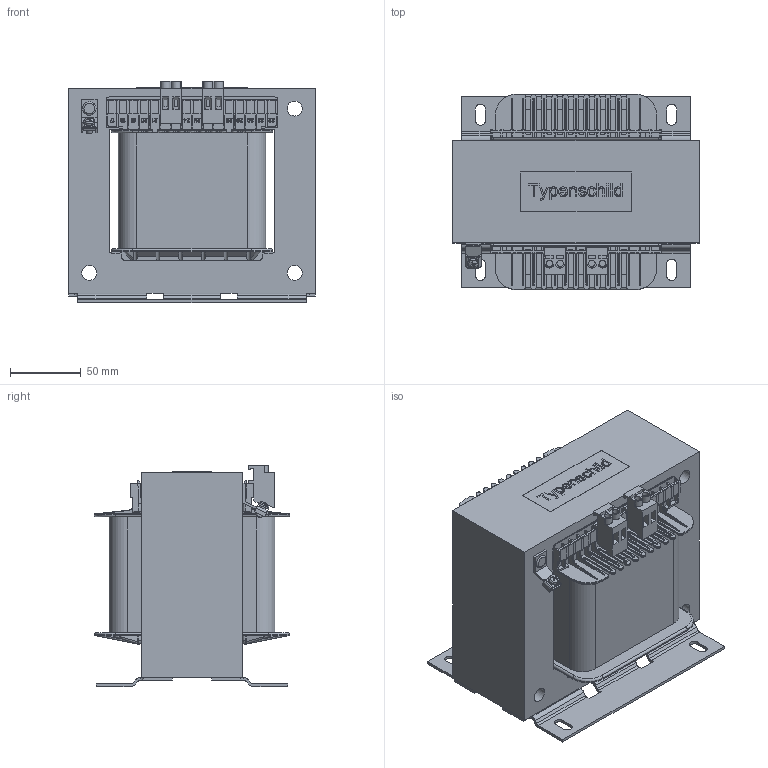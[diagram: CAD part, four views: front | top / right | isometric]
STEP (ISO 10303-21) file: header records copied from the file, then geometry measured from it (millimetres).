
FILE_DESCRIPTION(/* description */ (''),/* implementation_level */ '2;1');
FILE_NAME(/* name */ 'STENE1.3.stp',/* time_stamp */ '2020-05-07T14:32:34+02:00',/* author */ ('TrapT'),/* organization */ (''),/* preprocessor_version */ 'ST-DEVELOPER v17.2',/* originating_system */ 'Autodesk Inventor 2019',/* authorisation */ '');
FILE_SCHEMA (('AUTOMOTIVE_DESIGN { 1 0 10303 214 3 1 1 }'));
Products named in the file (1): Bauteil2
Bounding box: 174.3 x 138 x 156.2 mm (x, y, z)
Volume: 2181464.5 mm3; surface area: 253909.5 mm2
Topology: 1 solids, 5 shells, 3958 faces, 11439 edges, 7512 vertices
Faces by surface type: plane 3257, cylinder 472, torus 114, bspline 103, cone 11, sphere 1
Full cylindrical faces by diameter (mm): 4 x1, 4.5 x4, 4.8 x1, 5 x1, 9.5 x1, 10.5 x4
Entity records: 133683 total; most frequent: CARTESIAN_POINT 25069, ORIENTED_EDGE 22876, DIRECTION 20104, EDGE_CURVE 11438, LINE 10100, VECTOR 10100, VERTEX_POINT 7512, AXIS2_PLACEMENT_3D 5002
